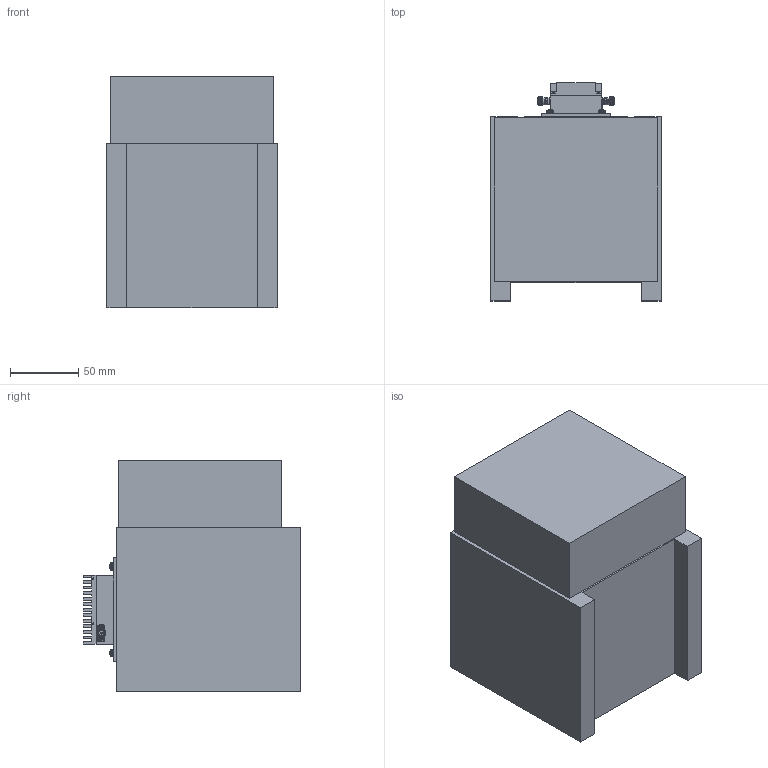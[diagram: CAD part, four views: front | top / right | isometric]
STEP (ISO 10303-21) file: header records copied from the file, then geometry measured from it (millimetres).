
FILE_DESCRIPTION (( 'STEP AP214' ), '1' );
FILE_NAME ('PA-8G12G-43-5-40-SFF-HS.STEP', '2024-11-25T17:21:23', ( '' ), ( '' ), 'SwSTEP 2.0', 'SolidWorks 2024', '' );
FILE_SCHEMA (( 'AUTOMOTIVE_DESIGN' ));
Length unit declared in the file: inch
Products named in the file (1): PA-8G12G-43-5-40-SFF-HS
Bounding box: 124.97 x 159.89 x 170.18 mm (x, y, z)
Volume: 2481225.8 mm3; surface area: 193354 mm2
Topology: 42 solids, 42 shells, 1603 faces, 5510 edges, 4480 vertices
Faces by surface type: plane 1030, cylinder 293, cone 125, torus 86, sphere 53, bspline 16
Full cylindrical faces by diameter (mm): 0.305 x2, 0.559 x2, 0.635 x4, 1.016 x2, 1.067 x1, 1.27 x2, 1.778 x13, 1.93 x3, 2.184 x27, 2.261 x4, 2.438 x4, 2.591 x4, 2.705 x5, 2.845 x8, 3.264 x4, 3.302 x2, 3.556 x4, 4.191 x4, 4.242 x5, 4.572 x5, 4.597 x2, 5.283 x4, 5.563 x4
Entity records: 90865 total; most frequent: CARTESIAN_POINT 25156, ORIENTED_EDGE 10392, DIRECTION 7968, EDGE_CURVE 5196, VERTEX_POINT 4432, VECTOR 2760, LINE 2760, AXIS2_PLACEMENT_3D 2604
